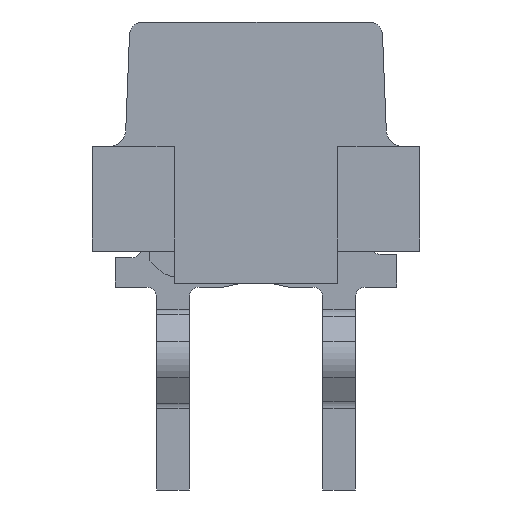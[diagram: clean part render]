
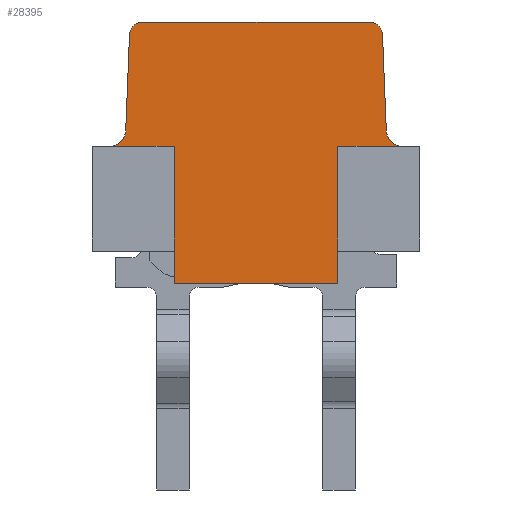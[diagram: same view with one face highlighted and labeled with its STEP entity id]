
A CAD part, left-side view. The second image highlights one B-rep face of the part: STEP entity #28395.
In plain terms, the highlighted planar face has unit normal (-1, 0, 0).
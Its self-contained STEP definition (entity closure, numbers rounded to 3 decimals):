
#4971=DIRECTION('',(0.,0.,-1.));
#4972=VECTOR('',#4971,0.5);
#4973=CARTESIAN_POINT('',(-10.36,1.25,-3.5));
#4974=LINE('',#4973,#4972);
#5227=DIRECTION('',(0.,-1.,0.));
#5228=VECTOR('',#5227,2.5);
#5229=CARTESIAN_POINT('',(-10.36,1.25,-4.));
#5230=LINE('',#5229,#5228);
#6475=DIRECTION('',(0.,0.,-1.));
#6476=VECTOR('',#6475,0.5);
#6477=CARTESIAN_POINT('',(-10.36,-1.25,-3.5));
#6478=LINE('',#6477,#6476);
#6671=CARTESIAN_POINT('',(-10.36,1.733,-0.2));
#6672=DIRECTION('',(-1.,0.,0.));
#6673=DIRECTION('',(0.,0.,1.));
#6674=AXIS2_PLACEMENT_3D('',#6671,#6672,#6673);
#6676=DIRECTION('',(0.,1.,0.));
#6677=VECTOR('',#6676,3.465);
#6678=CARTESIAN_POINT('',(-10.36,-1.733,0.));
#6679=LINE('',#6678,#6677);
#6680=CARTESIAN_POINT('',(-10.36,-1.733,-0.2));
#6681=DIRECTION('',(-1.,0.,0.));
#6682=DIRECTION('',(0.,-0.999,0.039));
#6683=AXIS2_PLACEMENT_3D('',#6680,#6681,#6682);
#6685=DIRECTION('',(0.,0.039,0.999));
#6686=VECTOR('',#6685,1.469);
#6687=CARTESIAN_POINT('',(-10.36,-1.991,-1.66));
#6688=LINE('',#6687,#6686);
#6689=DIRECTION('',(0.,1.,0.));
#6690=VECTOR('',#6689,0.99);
#6691=CARTESIAN_POINT('',(-10.36,-2.24,-1.9));
#6692=LINE('',#6691,#6690);
#6693=DIRECTION('',(0.,0.,-1.));
#6694=VECTOR('',#6693,1.6);
#6695=CARTESIAN_POINT('',(-10.36,-1.25,-1.9));
#6696=LINE('',#6695,#6694);
#6697=DIRECTION('',(0.,1.,0.));
#6698=VECTOR('',#6697,0.99);
#6699=CARTESIAN_POINT('',(-10.36,1.25,-1.9));
#6700=LINE('',#6699,#6698);
#6701=DIRECTION('',(0.,0.039,-0.999));
#6702=VECTOR('',#6701,1.469);
#6703=CARTESIAN_POINT('',(-10.36,1.933,-0.192));
#6704=LINE('',#6703,#6702);
#6751=CARTESIAN_POINT('',(-10.36,2.24,-1.65));
#6752=DIRECTION('',(1.,0.,0.));
#6753=DIRECTION('',(0.,-0.999,-0.039));
#6754=AXIS2_PLACEMENT_3D('',#6751,#6752,#6753);
#6814=CARTESIAN_POINT('',(-10.36,-2.24,-1.65));
#6815=DIRECTION('',(1.,0.,0.));
#6816=DIRECTION('',(0.,0.,-1.));
#6817=AXIS2_PLACEMENT_3D('',#6814,#6815,#6816);
#6863=DIRECTION('',(0.,0.,-1.));
#6864=VECTOR('',#6863,1.6);
#6865=CARTESIAN_POINT('',(-10.36,1.25,-1.9));
#6866=LINE('',#6865,#6864);
#16287=CARTESIAN_POINT('',(-10.36,1.25,-4.));
#16288=CARTESIAN_POINT('',(-10.36,-1.25,-4.));
#16289=VERTEX_POINT('',#16287);
#16290=VERTEX_POINT('',#16288);
#18904=CARTESIAN_POINT('',(-10.36,-1.25,-3.5));
#18906=VERTEX_POINT('',#18904);
#18908=CARTESIAN_POINT('',(-10.36,1.25,-3.5));
#18910=VERTEX_POINT('',#18908);
#18927=CARTESIAN_POINT('',(-10.36,-1.25,-1.9));
#18928=VERTEX_POINT('',#18927);
#18929=CARTESIAN_POINT('',(-10.36,1.25,-1.9));
#18930=VERTEX_POINT('',#18929);
#18936=CARTESIAN_POINT('',(-10.36,-1.991,-1.66));
#18938=VERTEX_POINT('',#18936);
#18940=CARTESIAN_POINT('',(-10.36,-2.24,-1.9));
#18942=VERTEX_POINT('',#18940);
#18943=CARTESIAN_POINT('',(-10.36,1.991,-1.66));
#18945=VERTEX_POINT('',#18943);
#18947=CARTESIAN_POINT('',(-10.36,2.24,-1.9));
#18949=VERTEX_POINT('',#18947);
#18955=CARTESIAN_POINT('',(-10.36,1.733,0.));
#18956=VERTEX_POINT('',#18955);
#18957=CARTESIAN_POINT('',(-10.36,1.933,-0.192));
#18958=VERTEX_POINT('',#18957);
#18963=CARTESIAN_POINT('',(-10.36,-1.933,-0.192));
#18964=VERTEX_POINT('',#18963);
#18965=CARTESIAN_POINT('',(-10.36,-1.733,0.));
#18966=VERTEX_POINT('',#18965);
#28364=CARTESIAN_POINT('',(-10.36,0.,-4.));
#28365=DIRECTION('',(-1.,0.,0.));
#28366=DIRECTION('',(0.,-1.,0.));
#28367=AXIS2_PLACEMENT_3D('',#28364,#28365,#28366);
#28368=PLANE('',#28367);
#28370=ORIENTED_EDGE('',*,*,#28369,.F.);
#28371=ORIENTED_EDGE('',*,*,#21911,.F.);
#28373=ORIENTED_EDGE('',*,*,#28372,.F.);
#28375=ORIENTED_EDGE('',*,*,#28374,.F.);
#28377=ORIENTED_EDGE('',*,*,#28376,.F.);
#28379=ORIENTED_EDGE('',*,*,#28378,.T.);
#28381=ORIENTED_EDGE('',*,*,#28380,.T.);
#28382=ORIENTED_EDGE('',*,*,#28123,.T.);
#28383=ORIENTED_EDGE('',*,*,#26618,.F.);
#28384=ORIENTED_EDGE('',*,*,#26316,.F.);
#28386=ORIENTED_EDGE('',*,*,#28385,.F.);
#28388=ORIENTED_EDGE('',*,*,#28387,.T.);
#28390=ORIENTED_EDGE('',*,*,#28389,.F.);
#28392=ORIENTED_EDGE('',*,*,#28391,.F.);
#28393=EDGE_LOOP('',(#28370,#28371,#28373,#28375,#28377,#28379,#28381,#28382,
#28383,#28384,#28386,#28388,#28390,#28392));
#28394=FACE_OUTER_BOUND('',#28393,.F.);
#6675=CIRCLE('',#6674,0.2);
#6684=CIRCLE('',#6683,0.2);
#6755=CIRCLE('',#6754,0.25);
#6818=CIRCLE('',#6817,0.25);
#21911=EDGE_CURVE('',#18966,#18956,#6679,.T.);
#26316=EDGE_CURVE('',#18910,#16289,#4974,.T.);
#26618=EDGE_CURVE('',#16289,#16290,#5230,.T.);
#28123=EDGE_CURVE('',#18906,#16290,#6478,.T.);
#28369=EDGE_CURVE('',#18956,#18958,#6675,.T.);
#28372=EDGE_CURVE('',#18964,#18966,#6684,.T.);
#28374=EDGE_CURVE('',#18938,#18964,#6688,.T.);
#28376=EDGE_CURVE('',#18942,#18938,#6818,.T.);
#28378=EDGE_CURVE('',#18942,#18928,#6692,.T.);
#28380=EDGE_CURVE('',#18928,#18906,#6696,.T.);
#28385=EDGE_CURVE('',#18930,#18910,#6866,.T.);
#28387=EDGE_CURVE('',#18930,#18949,#6700,.T.);
#28389=EDGE_CURVE('',#18945,#18949,#6755,.T.);
#28391=EDGE_CURVE('',#18958,#18945,#6704,.T.);
#28395=ADVANCED_FACE('',(#28394),#28368,.T.);
